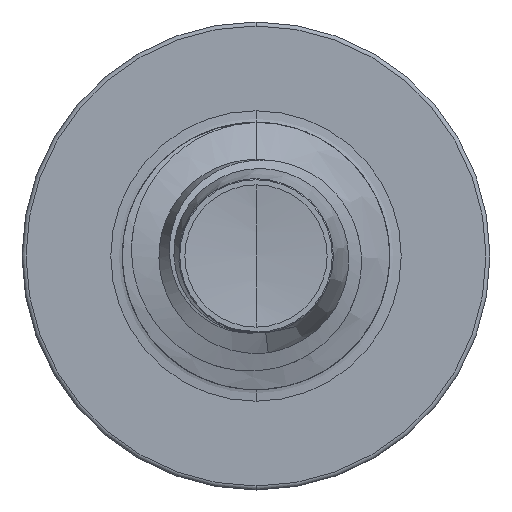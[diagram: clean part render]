
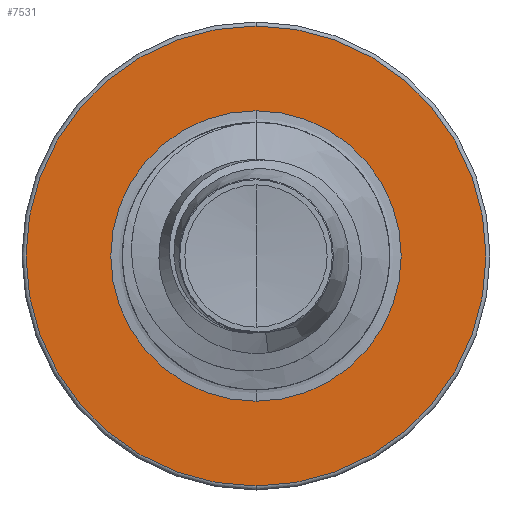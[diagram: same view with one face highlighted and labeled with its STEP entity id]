
A CAD part, front view. The second image highlights one B-rep face of the part: STEP entity #7531.
In plain terms, the highlighted planar face has unit normal (0, -1, 0).
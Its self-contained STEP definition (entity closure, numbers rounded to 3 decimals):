
#999 = DIRECTION ( 'NONE',  ( 0., 1., 0. ) ) ;
#1531 = VERTEX_POINT ( 'NONE', #6165 ) ;
#3236 = DIRECTION ( 'NONE',  ( 0., 0., 1. ) ) ;
#3416 = EDGE_CURVE ( 'NONE', #11802, #12288, #8463, .T. ) ;
#4013 = CARTESIAN_POINT ( 'NONE',  ( 0., 6., 0. ) ) ;
#4372 = CIRCLE ( 'NONE', #16278, 1.086 ) ;
#4403 = CIRCLE ( 'NONE', #9830, 1.72 ) ;
#4510 = DIRECTION ( 'NONE',  ( 0., 1., 0. ) ) ;
#4541 = ORIENTED_EDGE ( 'NONE', *, *, #6603, .T. ) ;
#4827 = CARTESIAN_POINT ( 'NONE',  ( 0., 6., -1.086 ) ) ;
#5701 = DIRECTION ( 'NONE',  ( 0., 0., 1. ) ) ;
#5730 = DIRECTION ( 'NONE',  ( 0., 1., 0. ) ) ;
#5733 = CARTESIAN_POINT ( 'NONE',  ( 0., 6., 0. ) ) ;
#5829 = DIRECTION ( 'NONE',  ( 0., 0., 1. ) ) ;
#6165 = CARTESIAN_POINT ( 'NONE',  ( 0., 6., 1.086 ) ) ;
#6603 = EDGE_CURVE ( 'NONE', #1531, #13326, #4372, .T. ) ;
#7531 = ADVANCED_FACE ( 'NONE', ( #12863, #9718 ), #12085, .F. ) ;
#8075 = AXIS2_PLACEMENT_3D ( 'NONE', #9666, #12124, #3236 ) ;
#8242 = EDGE_CURVE ( 'NONE', #13326, #1531, #16372, .T. ) ;
#8463 = CIRCLE ( 'NONE', #15544, 1.72 ) ;
#8579 = EDGE_LOOP ( 'NONE', ( #4541, #12121 ) ) ;
#9575 = AXIS2_PLACEMENT_3D ( 'NONE', #4013, #13630, #5829 ) ;
#9666 = CARTESIAN_POINT ( 'NONE',  ( 0., 6., -1.086 ) ) ;
#9718 = FACE_BOUND ( 'NONE', #8579, .T. ) ;
#9830 = AXIS2_PLACEMENT_3D ( 'NONE', #10825, #999, #12004 ) ;
#10825 = CARTESIAN_POINT ( 'NONE',  ( 0., 6., 0. ) ) ;
#11648 = EDGE_LOOP ( 'NONE', ( #14646, #17184 ) ) ;
#11802 = VERTEX_POINT ( 'NONE', #13610 ) ;
#11944 = CARTESIAN_POINT ( 'NONE',  ( 0., 6., 1.72 ) ) ;
#12004 = DIRECTION ( 'NONE',  ( 0., 0., 1. ) ) ;
#12085 = PLANE ( 'NONE',  #8075 ) ;
#12121 = ORIENTED_EDGE ( 'NONE', *, *, #8242, .T. ) ;
#12124 = DIRECTION ( 'NONE',  ( 0., 1., 0. ) ) ;
#12288 = VERTEX_POINT ( 'NONE', #11944 ) ;
#12827 = CARTESIAN_POINT ( 'NONE',  ( 0., 6., 0. ) ) ;
#12863 = FACE_OUTER_BOUND ( 'NONE', #11648, .T. ) ;
#13326 = VERTEX_POINT ( 'NONE', #4827 ) ;
#13610 = CARTESIAN_POINT ( 'NONE',  ( 0., 6., -1.72 ) ) ;
#13630 = DIRECTION ( 'NONE',  ( 0., 1., 0. ) ) ;
#13922 = DIRECTION ( 'NONE',  ( 0., 0., 1. ) ) ;
#14646 = ORIENTED_EDGE ( 'NONE', *, *, #16803, .F. ) ;
#15544 = AXIS2_PLACEMENT_3D ( 'NONE', #5733, #5730, #5701 ) ;
#16278 = AXIS2_PLACEMENT_3D ( 'NONE', #12827, #4510, #13922 ) ;
#16372 = CIRCLE ( 'NONE', #9575, 1.086 ) ;
#16803 = EDGE_CURVE ( 'NONE', #12288, #11802, #4403, .T. ) ;
#17184 = ORIENTED_EDGE ( 'NONE', *, *, #3416, .F. ) ;
